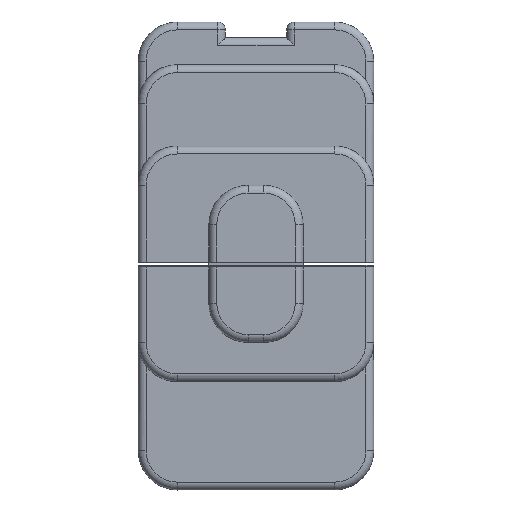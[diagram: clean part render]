
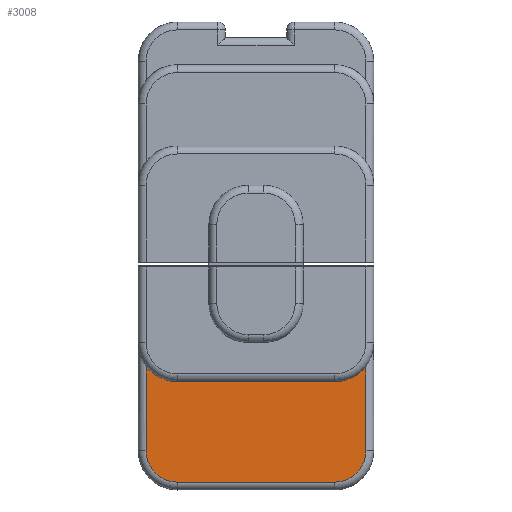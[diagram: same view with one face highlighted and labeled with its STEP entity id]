
A CAD part, front view. The second image highlights one B-rep face of the part: STEP entity #3008.
In plain terms, the highlighted planar face has unit normal (0, -1, 0).
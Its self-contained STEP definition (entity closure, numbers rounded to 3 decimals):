
#214=CIRCLE('',#3214,5.);
#215=CIRCLE('',#3217,5.);
#242=CIRCLE('',#3276,4.);
#245=CIRCLE('',#3281,4.);
#474=FACE_OUTER_BOUND('',#665,.T.);
#665=EDGE_LOOP('',(#2422,#2423,#2424,#2425,#2426,#2427,#2428,#2429));
#830=LINE('',#5240,#1062);
#867=LINE('',#5397,#1099);
#878=LINE('',#5444,#1110);
#879=LINE('',#5446,#1111);
#1062=VECTOR('',#3744,10.);
#1099=VECTOR('',#3907,10.);
#1110=VECTOR('',#3970,10.);
#1111=VECTOR('',#3973,10.);
#1320=VERTEX_POINT('',#5227);
#1321=VERTEX_POINT('',#5229);
#1322=VERTEX_POINT('',#5238);
#1323=VERTEX_POINT('',#5242);
#1359=VERTEX_POINT('',#5389);
#1360=VERTEX_POINT('',#5391);
#1361=VERTEX_POINT('',#5395);
#1362=VERTEX_POINT('',#5399);
#1642=EDGE_CURVE('',#1321,#1320,#214,.T.);
#1645=EDGE_CURVE('',#1322,#1320,#830,.T.);
#1647=EDGE_CURVE('',#1323,#1322,#215,.F.);
#1712=EDGE_CURVE('',#1360,#1359,#242,.T.);
#1714=EDGE_CURVE('',#1361,#1360,#867,.T.);
#1716=EDGE_CURVE('',#1362,#1361,#245,.T.);
#1737=EDGE_CURVE('',#1321,#1362,#878,.T.);
#1738=EDGE_CURVE('',#1359,#1323,#879,.T.);
#2422=ORIENTED_EDGE('',*,*,#1738,.F.);
#2423=ORIENTED_EDGE('',*,*,#1712,.F.);
#2424=ORIENTED_EDGE('',*,*,#1714,.F.);
#2425=ORIENTED_EDGE('',*,*,#1716,.F.);
#2426=ORIENTED_EDGE('',*,*,#1737,.F.);
#2427=ORIENTED_EDGE('',*,*,#1642,.T.);
#2428=ORIENTED_EDGE('',*,*,#1645,.F.);
#2429=ORIENTED_EDGE('',*,*,#1647,.F.);
#2884=PLANE('',#3306);
#3008=ADVANCED_FACE('',(#474),#2884,.T.);
#3214=AXIS2_PLACEMENT_3D('',#5230,#3739,#3740);
#3217=AXIS2_PLACEMENT_3D('',#5249,#3747,#3748);
#3276=AXIS2_PLACEMENT_3D('',#5393,#3901,#3902);
#3281=AXIS2_PLACEMENT_3D('',#5401,#3912,#3913);
#3306=AXIS2_PLACEMENT_3D('',#5447,#3974,#3975);
#3739=DIRECTION('center_axis',(0.,1.,0.));
#3740=DIRECTION('ref_axis',(0.707,0.,-0.707));
#3744=DIRECTION('',(1.,0.,0.));
#3747=DIRECTION('center_axis',(0.,1.,0.));
#3748=DIRECTION('ref_axis',(-0.707,0.,-0.707));
#3901=DIRECTION('center_axis',(0.,1.,0.));
#3902=DIRECTION('ref_axis',(-0.707,0.,-0.707));
#3907=DIRECTION('',(-1.,0.,0.));
#3912=DIRECTION('center_axis',(0.,1.,0.));
#3913=DIRECTION('ref_axis',(0.707,0.,-0.707));
#3970=DIRECTION('',(0.,0.,-1.));
#3973=DIRECTION('',(0.,0.,1.));
#3974=DIRECTION('center_axis',(0.,-1.,0.));
#3975=DIRECTION('ref_axis',(0.,0.,-1.));
#5227=CARTESIAN_POINT('',(10.,-7.3,-14.858));
#5229=CARTESIAN_POINT('',(14.,-7.3,-12.858));
#5230=CARTESIAN_POINT('Origin',(10.,-7.3,-9.858));
#5238=CARTESIAN_POINT('',(-10.,-7.3,-14.858));
#5240=CARTESIAN_POINT('',(0.,-7.3,-14.858));
#5242=CARTESIAN_POINT('',(-14.,-7.3,-12.858));
#5249=CARTESIAN_POINT('Origin',(-10.,-7.3,-9.858));
#5389=CARTESIAN_POINT('',(-14.,-7.3,-23.658));
#5391=CARTESIAN_POINT('',(-10.,-7.3,-27.658));
#5393=CARTESIAN_POINT('Origin',(-10.,-7.3,-23.658));
#5395=CARTESIAN_POINT('',(10.,-7.3,-27.658));
#5397=CARTESIAN_POINT('',(0.,-7.3,-27.658));
#5399=CARTESIAN_POINT('',(14.,-7.3,-23.658));
#5401=CARTESIAN_POINT('Origin',(10.,-7.3,-23.658));
#5444=CARTESIAN_POINT('',(14.,-7.3,3.217));
#5446=CARTESIAN_POINT('',(-14.,-7.3,3.217));
#5447=CARTESIAN_POINT('Origin',(0.,-7.3,5.092));
